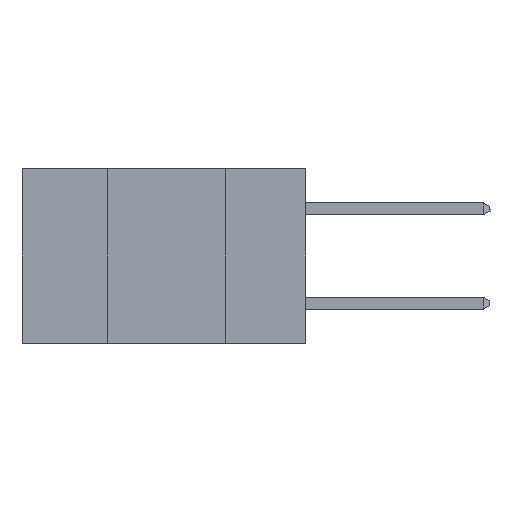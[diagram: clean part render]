
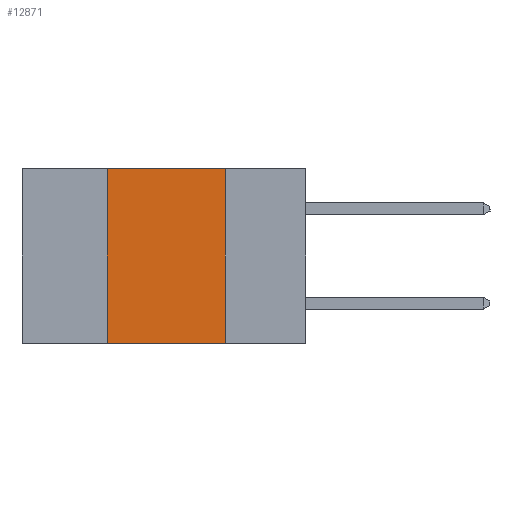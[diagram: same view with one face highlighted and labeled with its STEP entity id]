
A CAD part, left-side view. The second image highlights one B-rep face of the part: STEP entity #12871.
In plain terms, the highlighted planar face has unit normal (-1, 0, 0).
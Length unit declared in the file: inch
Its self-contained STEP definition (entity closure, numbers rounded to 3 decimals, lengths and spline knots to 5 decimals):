
#93 = VERTEX_POINT ( 'NONE', #14900 ) ;
#810 = FACE_OUTER_BOUND ( 'NONE', #24318, .T. ) ;
#1307 = CARTESIAN_POINT ( 'NONE',  ( 0., 0.42, -0.37 ) ) ;
#1778 = EDGE_CURVE ( 'NONE', #13314, #8615, #17610, .T. ) ;
#2220 = PLANE ( 'NONE',  #6243 ) ;
#3086 = DIRECTION ( 'NONE',  ( 0., 0., 1. ) ) ;
#3447 = LINE ( 'NONE', #24304, #13379 ) ;
#3832 = CARTESIAN_POINT ( 'NONE',  ( 0., 0.17, 0. ) ) ;
#6239 = CARTESIAN_POINT ( 'NONE',  ( 0., 0.6, 0. ) ) ;
#6243 = AXIS2_PLACEMENT_3D ( 'NONE', #6239, #20115, #8248 ) ;
#8248 = DIRECTION ( 'NONE',  ( 0., 0., -1. ) ) ;
#8615 = VERTEX_POINT ( 'NONE', #13336 ) ;
#9381 = VECTOR ( 'NONE', #10085, 39.37008 ) ;
#9987 = ORIENTED_EDGE ( 'NONE', *, *, #22239, .T. ) ;
#10085 = DIRECTION ( 'NONE',  ( 0., -1., 0. ) ) ;
#10864 = ORIENTED_EDGE ( 'NONE', *, *, #11467, .F. ) ;
#11467 = EDGE_CURVE ( 'NONE', #93, #13314, #24451, .T. ) ;
#12871 = ADVANCED_FACE ( 'NONE', ( #810 ), #2220, .F. ) ;
#12926 = VECTOR ( 'NONE', #23644, 39.37008 ) ;
#13314 = VERTEX_POINT ( 'NONE', #19317 ) ;
#13336 = CARTESIAN_POINT ( 'NONE',  ( 0., 0.17, -0.37 ) ) ;
#13379 = VECTOR ( 'NONE', #18431, 39.37008 ) ;
#13927 = LINE ( 'NONE', #16968, #23764 ) ;
#14900 = CARTESIAN_POINT ( 'NONE',  ( 0., 0.42, 0. ) ) ;
#14903 = ORIENTED_EDGE ( 'NONE', *, *, #1778, .F. ) ;
#16968 = CARTESIAN_POINT ( 'NONE',  ( 0., 0.42, 0. ) ) ;
#17610 = LINE ( 'NONE', #3832, #12926 ) ;
#17943 = CARTESIAN_POINT ( 'NONE',  ( 0., 0.6, 0. ) ) ;
#18431 = DIRECTION ( 'NONE',  ( 0., -1., 0. ) ) ;
#19252 = ORIENTED_EDGE ( 'NONE', *, *, #23526, .F. ) ;
#19317 = CARTESIAN_POINT ( 'NONE',  ( 0., 0.17, 0. ) ) ;
#20115 = DIRECTION ( 'NONE',  ( 1., 0., 0. ) ) ;
#21825 = VERTEX_POINT ( 'NONE', #1307 ) ;
#22239 = EDGE_CURVE ( 'NONE', #21825, #8615, #3447, .T. ) ;
#23526 = EDGE_CURVE ( 'NONE', #21825, #93, #13927, .T. ) ;
#23644 = DIRECTION ( 'NONE',  ( 0., 0., -1. ) ) ;
#23764 = VECTOR ( 'NONE', #3086, 39.37008 ) ;
#24304 = CARTESIAN_POINT ( 'NONE',  ( 0., 0.6, -0.37 ) ) ;
#24318 = EDGE_LOOP ( 'NONE', ( #14903, #10864, #19252, #9987 ) ) ;
#24451 = LINE ( 'NONE', #17943, #9381 ) ;
